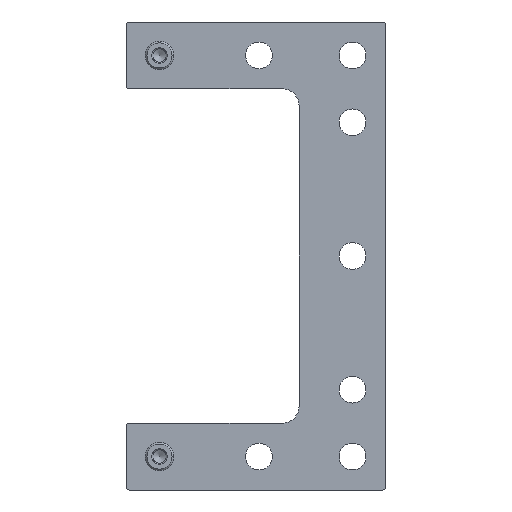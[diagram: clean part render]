
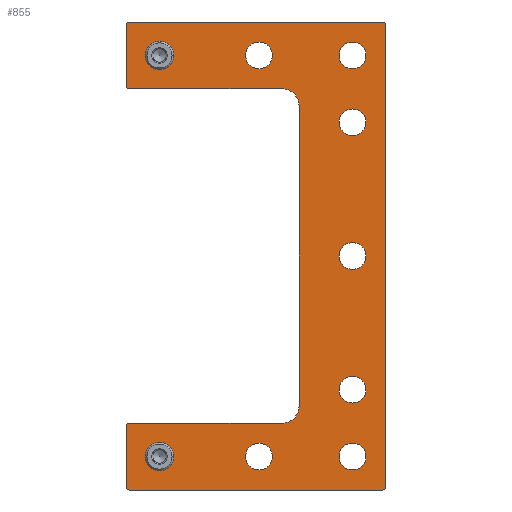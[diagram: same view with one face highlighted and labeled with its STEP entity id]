
A CAD part, front view. The second image highlights one B-rep face of the part: STEP entity #855.
In plain terms, the highlighted planar face has unit normal (0, -1, 0).
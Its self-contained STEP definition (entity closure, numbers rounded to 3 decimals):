
#52=CIRCLE('',#921,1.);
#54=CIRCLE('',#925,1.);
#56=CIRCLE('',#929,1.);
#58=CIRCLE('',#933,1.);
#60=CIRCLE('',#937,1.);
#62=CIRCLE('',#941,5.);
#64=CIRCLE('',#945,5.);
#66=CIRCLE('',#949,1.);
#77=CIRCLE('',#962,4.);
#78=CIRCLE('',#963,4.);
#79=CIRCLE('',#964,4.);
#80=CIRCLE('',#965,4.);
#81=CIRCLE('',#966,4.);
#82=CIRCLE('',#967,4.);
#83=CIRCLE('',#968,4.);
#84=CIRCLE('',#969,2.75);
#85=CIRCLE('',#970,2.75);
#214=ORIENTED_EDGE('',*,*,#402,.F.);
#215=ORIENTED_EDGE('',*,*,#403,.F.);
#216=ORIENTED_EDGE('',*,*,#404,.F.);
#217=ORIENTED_EDGE('',*,*,#405,.F.);
#218=ORIENTED_EDGE('',*,*,#406,.F.);
#219=ORIENTED_EDGE('',*,*,#407,.F.);
#220=ORIENTED_EDGE('',*,*,#408,.F.);
#221=ORIENTED_EDGE('',*,*,#409,.F.);
#222=ORIENTED_EDGE('',*,*,#410,.F.);
#223=ORIENTED_EDGE('',*,*,#345,.F.);
#224=ORIENTED_EDGE('',*,*,#391,.F.);
#225=ORIENTED_EDGE('',*,*,#388,.F.);
#226=ORIENTED_EDGE('',*,*,#385,.T.);
#227=ORIENTED_EDGE('',*,*,#382,.F.);
#228=ORIENTED_EDGE('',*,*,#379,.T.);
#229=ORIENTED_EDGE('',*,*,#376,.F.);
#230=ORIENTED_EDGE('',*,*,#373,.F.);
#231=ORIENTED_EDGE('',*,*,#370,.F.);
#232=ORIENTED_EDGE('',*,*,#367,.F.);
#233=ORIENTED_EDGE('',*,*,#364,.F.);
#234=ORIENTED_EDGE('',*,*,#361,.F.);
#235=ORIENTED_EDGE('',*,*,#358,.F.);
#236=ORIENTED_EDGE('',*,*,#355,.F.);
#237=ORIENTED_EDGE('',*,*,#352,.F.);
#238=ORIENTED_EDGE('',*,*,#349,.F.);
#345=EDGE_CURVE('',#455,#456,#532,.T.);
#349=EDGE_CURVE('',#456,#459,#52,.T.);
#352=EDGE_CURVE('',#459,#461,#537,.T.);
#355=EDGE_CURVE('',#461,#463,#54,.T.);
#358=EDGE_CURVE('',#463,#465,#541,.T.);
#361=EDGE_CURVE('',#465,#467,#56,.T.);
#364=EDGE_CURVE('',#467,#469,#545,.T.);
#367=EDGE_CURVE('',#469,#471,#58,.T.);
#370=EDGE_CURVE('',#471,#473,#549,.T.);
#373=EDGE_CURVE('',#473,#475,#60,.T.);
#376=EDGE_CURVE('',#475,#477,#553,.T.);
#379=EDGE_CURVE('',#479,#477,#62,.T.);
#382=EDGE_CURVE('',#479,#481,#557,.T.);
#385=EDGE_CURVE('',#483,#481,#64,.T.);
#388=EDGE_CURVE('',#483,#485,#561,.T.);
#391=EDGE_CURVE('',#485,#455,#66,.T.);
#402=EDGE_CURVE('',#496,#496,#77,.T.);
#403=EDGE_CURVE('',#497,#497,#78,.T.);
#404=EDGE_CURVE('',#498,#498,#79,.T.);
#405=EDGE_CURVE('',#499,#499,#80,.T.);
#406=EDGE_CURVE('',#500,#500,#81,.T.);
#407=EDGE_CURVE('',#501,#501,#82,.T.);
#408=EDGE_CURVE('',#502,#502,#83,.T.);
#409=EDGE_CURVE('',#503,#503,#84,.T.);
#410=EDGE_CURVE('',#504,#504,#85,.T.);
#455=VERTEX_POINT('',#1310);
#456=VERTEX_POINT('',#1311);
#459=VERTEX_POINT('',#1319);
#461=VERTEX_POINT('',#1325);
#463=VERTEX_POINT('',#1331);
#465=VERTEX_POINT('',#1337);
#467=VERTEX_POINT('',#1343);
#469=VERTEX_POINT('',#1349);
#471=VERTEX_POINT('',#1355);
#473=VERTEX_POINT('',#1361);
#475=VERTEX_POINT('',#1367);
#477=VERTEX_POINT('',#1373);
#479=VERTEX_POINT('',#1379);
#481=VERTEX_POINT('',#1385);
#483=VERTEX_POINT('',#1391);
#485=VERTEX_POINT('',#1397);
#496=VERTEX_POINT('',#1425);
#497=VERTEX_POINT('',#1427);
#498=VERTEX_POINT('',#1429);
#499=VERTEX_POINT('',#1431);
#500=VERTEX_POINT('',#1433);
#501=VERTEX_POINT('',#1435);
#502=VERTEX_POINT('',#1437);
#503=VERTEX_POINT('',#1439);
#504=VERTEX_POINT('',#1441);
#532=LINE('',#1309,#582);
#537=LINE('',#1324,#587);
#541=LINE('',#1336,#591);
#545=LINE('',#1348,#595);
#549=LINE('',#1360,#599);
#553=LINE('',#1372,#603);
#557=LINE('',#1384,#607);
#561=LINE('',#1396,#611);
#582=VECTOR('',#1035,1000.);
#587=VECTOR('',#1048,1000.);
#591=VECTOR('',#1060,1000.);
#595=VECTOR('',#1072,1000.);
#599=VECTOR('',#1084,1000.);
#603=VECTOR('',#1096,1000.);
#607=VECTOR('',#1108,1000.);
#611=VECTOR('',#1120,1000.);
#658=EDGE_LOOP('',(#214));
#659=EDGE_LOOP('',(#215));
#660=EDGE_LOOP('',(#216));
#661=EDGE_LOOP('',(#217));
#662=EDGE_LOOP('',(#218));
#663=EDGE_LOOP('',(#219));
#664=EDGE_LOOP('',(#220));
#665=EDGE_LOOP('',(#221));
#666=EDGE_LOOP('',(#222));
#667=EDGE_LOOP('',(#223,#224,#225,#226,#227,#228,#229,#230,#231,#232,#233,
#234,#235,#236,#237,#238));
#748=FACE_BOUND('',#658,.T.);
#749=FACE_BOUND('',#659,.T.);
#750=FACE_BOUND('',#660,.T.);
#751=FACE_BOUND('',#661,.T.);
#752=FACE_BOUND('',#662,.T.);
#753=FACE_BOUND('',#663,.T.);
#754=FACE_BOUND('',#664,.T.);
#755=FACE_BOUND('',#665,.T.);
#756=FACE_BOUND('',#666,.T.);
#757=FACE_BOUND('',#667,.T.);
#822=PLANE('',#961);
#855=ADVANCED_FACE('',(#748,#749,#750,#751,#752,#753,#754,#755,#756,#757),
#822,.F.);
#921=AXIS2_PLACEMENT_3D('',#1318,#1041,#1042);
#925=AXIS2_PLACEMENT_3D('',#1330,#1053,#1054);
#929=AXIS2_PLACEMENT_3D('',#1342,#1065,#1066);
#933=AXIS2_PLACEMENT_3D('',#1354,#1077,#1078);
#937=AXIS2_PLACEMENT_3D('',#1366,#1089,#1090);
#941=AXIS2_PLACEMENT_3D('',#1378,#1101,#1102);
#945=AXIS2_PLACEMENT_3D('',#1390,#1113,#1114);
#949=AXIS2_PLACEMENT_3D('',#1402,#1125,#1126);
#961=AXIS2_PLACEMENT_3D('',#1423,#1149,#1150);
#962=AXIS2_PLACEMENT_3D('',#1424,#1151,#1152);
#963=AXIS2_PLACEMENT_3D('',#1426,#1153,#1154);
#964=AXIS2_PLACEMENT_3D('',#1428,#1155,#1156);
#965=AXIS2_PLACEMENT_3D('',#1430,#1157,#1158);
#966=AXIS2_PLACEMENT_3D('',#1432,#1159,#1160);
#967=AXIS2_PLACEMENT_3D('',#1434,#1161,#1162);
#968=AXIS2_PLACEMENT_3D('',#1436,#1163,#1164);
#969=AXIS2_PLACEMENT_3D('',#1438,#1165,#1166);
#970=AXIS2_PLACEMENT_3D('',#1440,#1167,#1168);
#1035=DIRECTION('',(0.,0.,1.));
#1041=DIRECTION('',(0.,1.,0.));
#1042=DIRECTION('',(1.,0.,0.));
#1048=DIRECTION('',(1.,0.,0.));
#1053=DIRECTION('',(0.,1.,0.));
#1054=DIRECTION('',(1.,0.,0.));
#1060=DIRECTION('',(0.,0.,-1.));
#1065=DIRECTION('',(0.,1.,0.));
#1066=DIRECTION('',(1.,0.,0.));
#1072=DIRECTION('',(-1.,0.,0.));
#1077=DIRECTION('',(0.,1.,0.));
#1078=DIRECTION('',(1.,0.,0.));
#1084=DIRECTION('',(0.,0.,1.));
#1089=DIRECTION('',(0.,1.,0.));
#1090=DIRECTION('',(1.,0.,0.));
#1096=DIRECTION('',(1.,0.,0.));
#1101=DIRECTION('',(0.,1.,0.));
#1102=DIRECTION('',(1.,0.,0.));
#1108=DIRECTION('',(0.,0.,1.));
#1113=DIRECTION('',(0.,1.,0.));
#1114=DIRECTION('',(1.,0.,0.));
#1120=DIRECTION('',(-1.,0.,0.));
#1125=DIRECTION('',(0.,1.,0.));
#1126=DIRECTION('',(1.,0.,0.));
#1149=DIRECTION('',(0.,1.,0.));
#1150=DIRECTION('',(0.,0.,1.));
#1151=DIRECTION('',(0.,-1.,0.));
#1152=DIRECTION('',(0.,0.,-1.));
#1153=DIRECTION('',(0.,-1.,0.));
#1154=DIRECTION('',(0.,0.,-1.));
#1155=DIRECTION('',(0.,-1.,0.));
#1156=DIRECTION('',(0.,0.,-1.));
#1157=DIRECTION('',(0.,-1.,0.));
#1158=DIRECTION('',(0.,0.,-1.));
#1159=DIRECTION('',(0.,-1.,0.));
#1160=DIRECTION('',(0.,0.,-1.));
#1161=DIRECTION('',(0.,-1.,0.));
#1162=DIRECTION('',(0.,0.,-1.));
#1163=DIRECTION('',(0.,-1.,0.));
#1164=DIRECTION('',(0.,0.,-1.));
#1165=DIRECTION('',(0.,-1.,0.));
#1166=DIRECTION('',(0.,0.,-1.));
#1167=DIRECTION('',(0.,-1.,0.));
#1168=DIRECTION('',(0.,0.,-1.));
#1309=CARTESIAN_POINT('',(-77.75,0.,51.));
#1310=CARTESIAN_POINT('',(-77.75,0.,51.));
#1311=CARTESIAN_POINT('',(-77.75,0.,69.));
#1318=CARTESIAN_POINT('',(-76.75,0.,69.));
#1319=CARTESIAN_POINT('',(-76.75,0.,70.));
#1324=CARTESIAN_POINT('',(-76.75,0.,70.));
#1325=CARTESIAN_POINT('',(-1.,0.,70.));
#1330=CARTESIAN_POINT('',(-1.,0.,69.));
#1331=CARTESIAN_POINT('',(0.,0.,69.));
#1336=CARTESIAN_POINT('',(0.,0.,69.));
#1337=CARTESIAN_POINT('',(0.,0.,-69.));
#1342=CARTESIAN_POINT('',(-1.,0.,-69.));
#1343=CARTESIAN_POINT('',(-1.,0.,-70.));
#1348=CARTESIAN_POINT('',(-1.,0.,-70.));
#1349=CARTESIAN_POINT('',(-76.75,0.,-70.));
#1354=CARTESIAN_POINT('',(-76.75,0.,-69.));
#1355=CARTESIAN_POINT('',(-77.75,0.,-69.));
#1360=CARTESIAN_POINT('',(-77.75,0.,-69.));
#1361=CARTESIAN_POINT('',(-77.75,0.,-51.));
#1366=CARTESIAN_POINT('',(-76.75,0.,-51.));
#1367=CARTESIAN_POINT('',(-76.75,0.,-50.));
#1372=CARTESIAN_POINT('',(-76.75,0.,-50.));
#1373=CARTESIAN_POINT('',(-31.,0.,-50.));
#1378=CARTESIAN_POINT('',(-31.,0.,-45.));
#1379=CARTESIAN_POINT('',(-26.,0.,-45.));
#1384=CARTESIAN_POINT('',(-26.,0.,-45.));
#1385=CARTESIAN_POINT('',(-26.,0.,45.));
#1390=CARTESIAN_POINT('',(-31.,0.,45.));
#1391=CARTESIAN_POINT('',(-31.,0.,50.));
#1396=CARTESIAN_POINT('',(-31.,0.,50.));
#1397=CARTESIAN_POINT('',(-76.75,0.,50.));
#1402=CARTESIAN_POINT('',(-76.75,0.,51.));
#1423=CARTESIAN_POINT('',(-76.75,0.,69.));
#1424=CARTESIAN_POINT('',(-38.,0.,60.));
#1425=CARTESIAN_POINT('',(-38.,0.,56.));
#1426=CARTESIAN_POINT('',(-10.,0.,-40.));
#1427=CARTESIAN_POINT('',(-10.,0.,-44.));
#1428=CARTESIAN_POINT('',(-10.,0.,-60.));
#1429=CARTESIAN_POINT('',(-10.,0.,-64.));
#1430=CARTESIAN_POINT('',(-10.,0.,40.));
#1431=CARTESIAN_POINT('',(-10.,0.,36.));
#1432=CARTESIAN_POINT('',(-38.,0.,-60.));
#1433=CARTESIAN_POINT('',(-38.,0.,-64.));
#1434=CARTESIAN_POINT('',(-10.,0.,60.));
#1435=CARTESIAN_POINT('',(-10.,0.,56.));
#1436=CARTESIAN_POINT('',(-10.,0.,0.));
#1437=CARTESIAN_POINT('',(-10.,0.,-4.));
#1438=CARTESIAN_POINT('',(-67.75,0.,-60.));
#1439=CARTESIAN_POINT('',(-67.75,0.,-62.75));
#1440=CARTESIAN_POINT('',(-67.75,0.,60.));
#1441=CARTESIAN_POINT('',(-67.75,0.,57.25));
